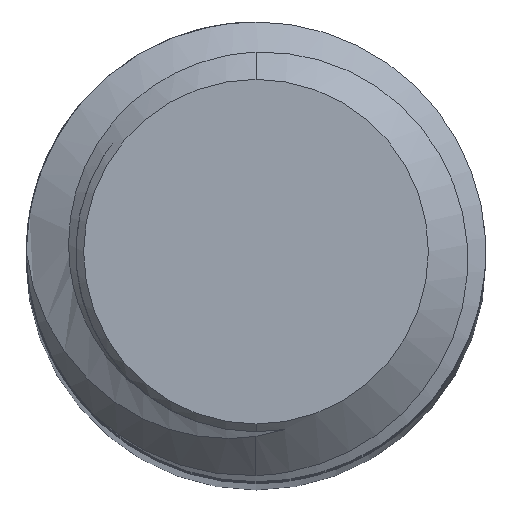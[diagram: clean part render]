
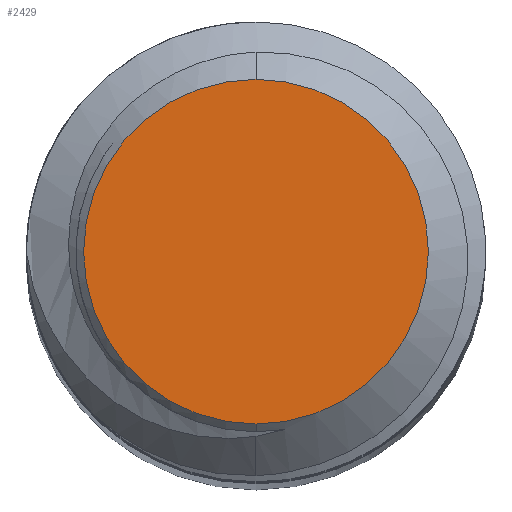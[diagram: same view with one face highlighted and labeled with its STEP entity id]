
A CAD part, top view. The second image highlights one B-rep face of the part: STEP entity #2429.
In plain terms, the highlighted planar face has unit normal (0, 0, 1).
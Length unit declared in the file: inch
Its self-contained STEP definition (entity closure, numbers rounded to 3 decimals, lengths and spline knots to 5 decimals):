
#37 = EDGE_LOOP ( 'NONE', ( #3882, #1936 ) ) ;
#97 = PLANE ( 'NONE',  #3148 ) ;
#140 = CARTESIAN_POINT ( 'NONE',  ( 0., 0., 0. ) ) ;
#726 = DIRECTION ( 'NONE',  ( 0., 0., -1. ) ) ;
#1091 = CARTESIAN_POINT ( 'NONE',  ( 0., 0., 0. ) ) ;
#1166 = DIRECTION ( 'NONE',  ( 0., 0., 1. ) ) ;
#1421 = DIRECTION ( 'NONE',  ( 0., 0., 1. ) ) ;
#1457 = AXIS2_PLACEMENT_3D ( 'NONE', #1091, #1421, #1731 ) ;
#1697 = VERTEX_POINT ( 'NONE', #2048 ) ;
#1731 = DIRECTION ( 'NONE',  ( 0., 1., 0. ) ) ;
#1936 = ORIENTED_EDGE ( 'NONE', *, *, #2426, .T. ) ;
#2048 = CARTESIAN_POINT ( 'NONE',  ( 0., 0.14062, 0. ) ) ;
#2165 = CARTESIAN_POINT ( 'NONE',  ( 0., -0.14062, 0. ) ) ;
#2222 = CIRCLE ( 'NONE', #1457, 0.14062 ) ;
#2426 = EDGE_CURVE ( 'NONE', #2579, #1697, #2222, .T. ) ;
#2429 = ADVANCED_FACE ( 'NONE', ( #3977 ), #97, .F. ) ;
#2579 = VERTEX_POINT ( 'NONE', #2165 ) ;
#2693 = DIRECTION ( 'NONE',  ( 0., 1., 0. ) ) ;
#2993 = EDGE_CURVE ( 'NONE', #1697, #2579, #3870, .T. ) ;
#3148 = AXIS2_PLACEMENT_3D ( 'NONE', #140, #726, #2693 ) ;
#3315 = AXIS2_PLACEMENT_3D ( 'NONE', #4021, #1166, #3390 ) ;
#3390 = DIRECTION ( 'NONE',  ( 0., 1., 0. ) ) ;
#3870 = CIRCLE ( 'NONE', #3315, 0.14062 ) ;
#3882 = ORIENTED_EDGE ( 'NONE', *, *, #2993, .T. ) ;
#3977 = FACE_OUTER_BOUND ( 'NONE', #37, .T. ) ;
#4021 = CARTESIAN_POINT ( 'NONE',  ( 0., 0., 0. ) ) ;
